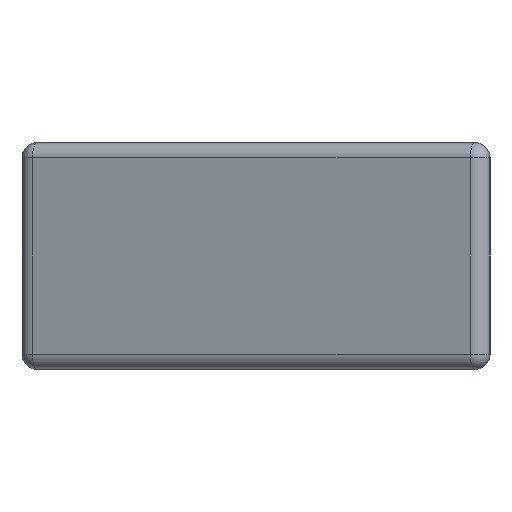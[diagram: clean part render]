
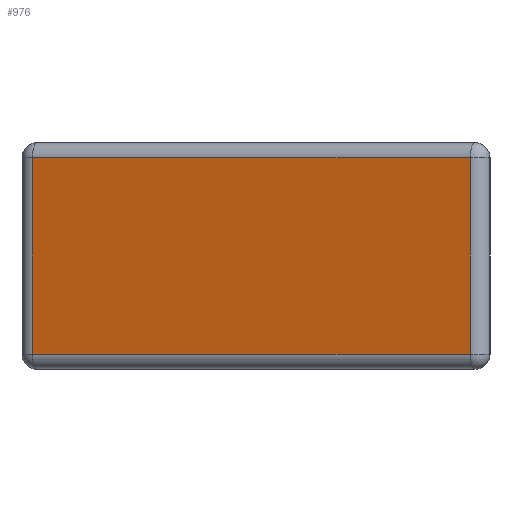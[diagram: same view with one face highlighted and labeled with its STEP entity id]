
A CAD part, left-side view. The second image highlights one B-rep face of the part: STEP entity #976.
In plain terms, the highlighted planar face has unit normal (-0.952, 0.307, 0).
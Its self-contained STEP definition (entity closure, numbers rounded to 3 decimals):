
#28=PLANE('',#1098);
#70=LINE('',#1559,#150);
#81=LINE('',#1603,#161);
#83=LINE('',#1606,#163);
#93=LINE('',#1628,#173);
#150=VECTOR('',#1253,10.);
#161=VECTOR('',#1306,10.);
#163=VECTOR('',#1310,10.);
#173=VECTOR('',#1338,10.);
#292=FACE_OUTER_BOUND('',#357,.T.);
#357=EDGE_LOOP('',(#855,#856,#857,#858));
#458=VERTEX_POINT('',#1525);
#467=VERTEX_POINT('',#1552);
#471=VERTEX_POINT('',#1566);
#481=VERTEX_POINT('',#1598);
#564=EDGE_CURVE('',#467,#458,#70,.T.);
#587=EDGE_CURVE('',#471,#481,#81,.T.);
#589=EDGE_CURVE('',#481,#467,#83,.T.);
#602=EDGE_CURVE('',#458,#471,#93,.T.);
#855=ORIENTED_EDGE('',*,*,#587,.F.);
#856=ORIENTED_EDGE('',*,*,#602,.F.);
#857=ORIENTED_EDGE('',*,*,#564,.F.);
#858=ORIENTED_EDGE('',*,*,#589,.F.);
#976=ADVANCED_FACE('',(#292),#28,.T.);
#1098=AXIS2_PLACEMENT_3D('',#1680,#1393,#1394);
#1253=DIRECTION('',(0.,0.,-1.));
#1306=DIRECTION('',(0.,0.,1.));
#1310=DIRECTION('',(-0.307,-0.952,0.));
#1338=DIRECTION('',(0.307,0.952,0.));
#1393=DIRECTION('center_axis',(-0.952,0.307,0.));
#1394=DIRECTION('ref_axis',(-0.307,-0.952,0.));
#1525=CARTESIAN_POINT('',(-62.078,1.307,1.));
#1552=CARTESIAN_POINT('',(-62.078,1.307,14.));
#1559=CARTESIAN_POINT('',(-62.078,1.307,0.));
#1566=CARTESIAN_POINT('',(-52.724,30.262,1.));
#1598=CARTESIAN_POINT('',(-52.724,30.262,14.));
#1603=CARTESIAN_POINT('',(-52.724,30.262,0.));
#1606=CARTESIAN_POINT('',(-52.283,31.626,14.));
#1628=CARTESIAN_POINT('',(-52.283,31.626,1.));
#1680=CARTESIAN_POINT('Origin',(-52.5,30.954,0.));
